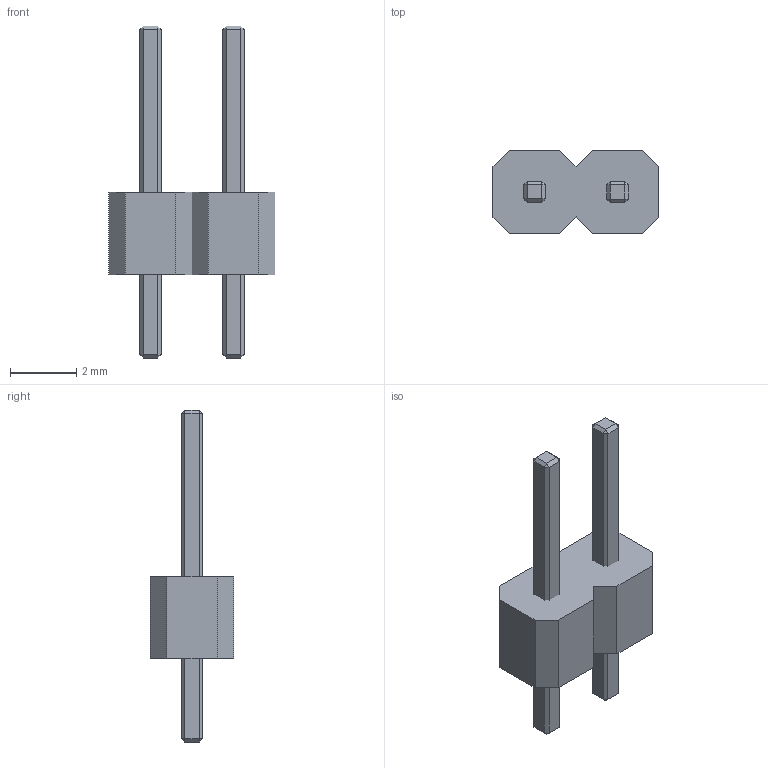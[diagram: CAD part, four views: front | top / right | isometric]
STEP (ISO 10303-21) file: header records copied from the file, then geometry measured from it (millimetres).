
FILE_DESCRIPTION(('FreeCAD Model'),'2;1');
FILE_NAME( 'header_1_2.step', '2018-03-03T11:49:33',('Author'),(''), 'Open CASCADE STEP processor 7.1','FreeCAD','Unknown');
FILE_SCHEMA(('AUTOMOTIVE_DESIGN { 1 0 10303 214 1 1 1 1 }'));
Length unit declared in the file: millimetre
Products named in the file (3): Chamfer; Chamfer001; Pad
Bounding box: 5 x 2.5 x 10 mm (x, y, z)
Volume: 36.6 mm3; surface area: 107.2 mm2
Topology: 3 solids, 3 shells, 68 faces, 138 edges, 76 vertices
Faces by surface type: plane 68
Entity records: 3530 total; most frequent: CARTESIAN_POINT 559, DIRECTION 552, LINE 414, VECTOR 414, ORIENTED_EDGE 276, PCURVE 276, DEFINITIONAL_REPRESENTATION 276, EDGE_CURVE 138
